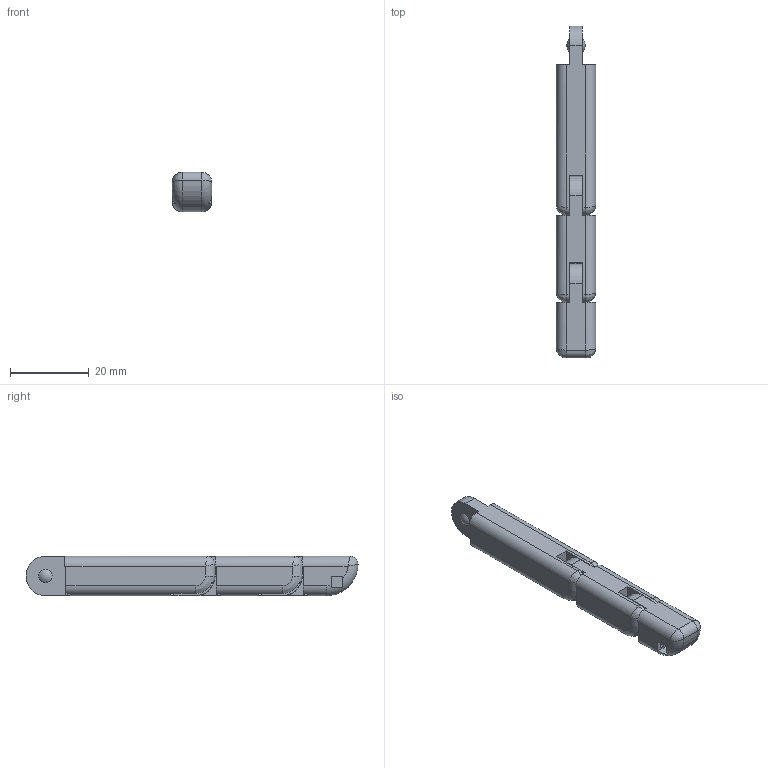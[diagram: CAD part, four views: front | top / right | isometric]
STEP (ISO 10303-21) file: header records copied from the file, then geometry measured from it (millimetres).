
FILE_DESCRIPTION(/* description */ (''),/* implementation_level */ '2;1');
FILE_NAME(/* name */ 'TheFinger v0,1.step',/* time_stamp */ '2018-08-24T08:35:22+03:00',/* author */ ('eetu.airaksinenHZQLZ'),/* organization */ (''),/* preprocessor_version */ 'ST-DEVELOPER v17',/* originating_system */ 'Autodesk Translation Framework v7.1.0.215',/* authorisation */ '');
FILE_SCHEMA (('AUTOMOTIVE_DESIGN { 1 0 10303 214 3 1 1 }'));
Length unit declared in the file: millimetre
Products named in the file (4): TheFinger; Component1; Component2; Component3
Assembly tree (3 placements, depth 2):
  TheFinger
    Component1
    Component2
    Component3
Bounding box: 10 x 84.3 x 10 mm (x, y, z)
Volume: 6532 mm3; surface area: 4650.9 mm2
Topology: 3 solids, 3 shells, 143 faces, 383 edges, 240 vertices
Faces by surface type: plane 76, cylinder 45, bspline 10, sphere 10, torus 2
Full cylindrical faces by diameter (mm): 1.2 x6
Entity records: 5072 total; most frequent: CARTESIAN_POINT 1384, ORIENTED_EDGE 754, DIRECTION 743, EDGE_CURVE 377, AXIS2_PLACEMENT_3D 250, LINE 243, VECTOR 243, VERTEX_POINT 240
